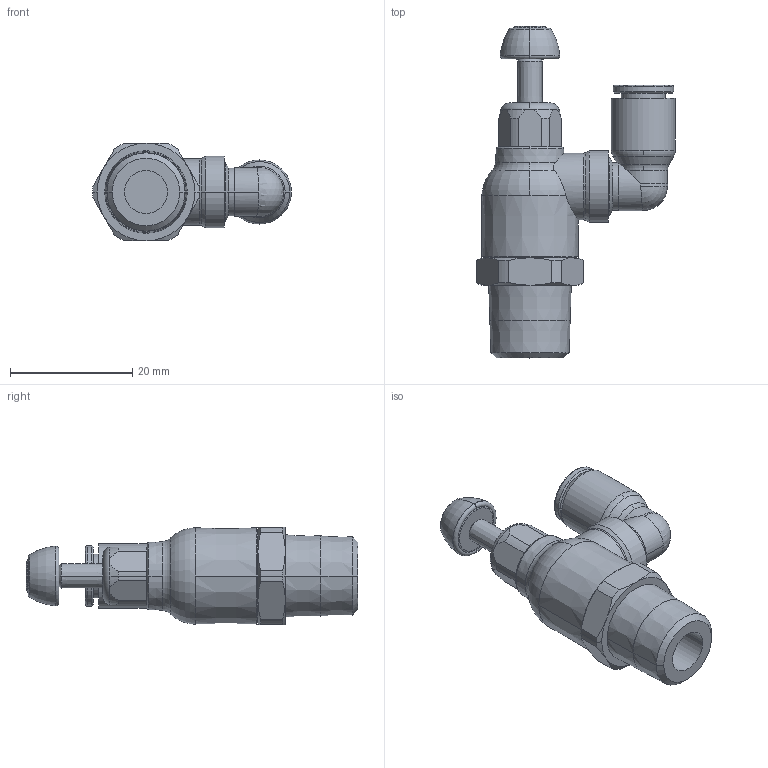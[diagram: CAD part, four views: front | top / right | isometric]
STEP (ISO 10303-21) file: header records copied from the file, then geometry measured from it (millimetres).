
FILE_DESCRIPTION(('STEP AP214'),'1');
FILE_NAME('7045_06_13.stp','2016-07-07T14:14:21',('TraceParts'),('TraceParts S.A.'),'Spatial InterOp 3D',' ',' ');
FILE_SCHEMA(('automotive_design'));
Length unit declared in the file: millimetre
Products named in the file (1): 1
Bounding box: 32.58 x 54.4 x 16 mm (x, y, z)
Volume: 8192.7 mm3; surface area: 3874.2 mm2
Topology: 1 solids, 1 shells, 162 faces, 411 edges, 256 vertices
Faces by surface type: cone 62, torus 37, cylinder 34, plane 25, revolution 2, sphere 2
Entity records: 5562 total; most frequent: CARTESIAN_POINT 1622, DIRECTION 907, ORIENTED_EDGE 810, AXIS2_PLACEMENT_3D 405, EDGE_CURVE 405, VERTEX_POINT 256, CIRCLE 244, EDGE_LOOP 173
